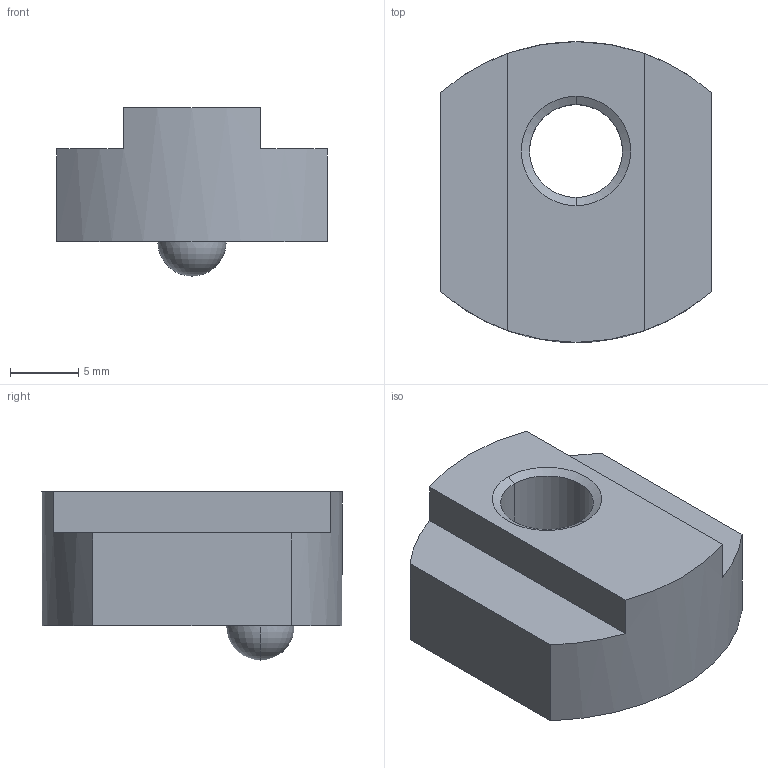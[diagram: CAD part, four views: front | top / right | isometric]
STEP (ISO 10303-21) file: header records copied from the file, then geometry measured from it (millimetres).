
FILE_DESCRIPTION(('Creo Elements/Direct Modeling STEP Export'),'2;1');
FILE_NAME('55.0160_Nutenstein-MMS-55_M8-fixierbar.stp','2022-03-21T 8:06:29',(''),(''),'PTC Creo Elements/Direct Modeling STEP processor for AP214 (Solid Model)','PTC Creo Elements/Direct Modeling 19.0C 15-Aug-2015 (C) Parametric Technology GmbH','');
FILE_SCHEMA(('AUTOMOTIVE_DESIGN { 1 0 10303 214 1 1 1 1 }'));
Length unit declared in the file: millimetre
Products named in the file (1): 327218-1644901564-10e7c6305d1b-01747571
Bounding box: 19.8 x 22 x 12.3 mm (x, y, z)
Volume: 2922.1 mm3; surface area: 1658 mm2
Topology: 1 solids, 2 shells, 24 faces, 54 edges, 33 vertices
Faces by surface type: plane 10, cone 6, torus 4, cylinder 4
Entity records: 664 total; most frequent: DIRECTION 114, ORIENTED_EDGE 104, CARTESIAN_POINT 102, EDGE_CURVE 52, AXIS2_PLACEMENT_3D 45, VERTEX_POINT 33, EDGE_LOOP 27, VECTOR 24
